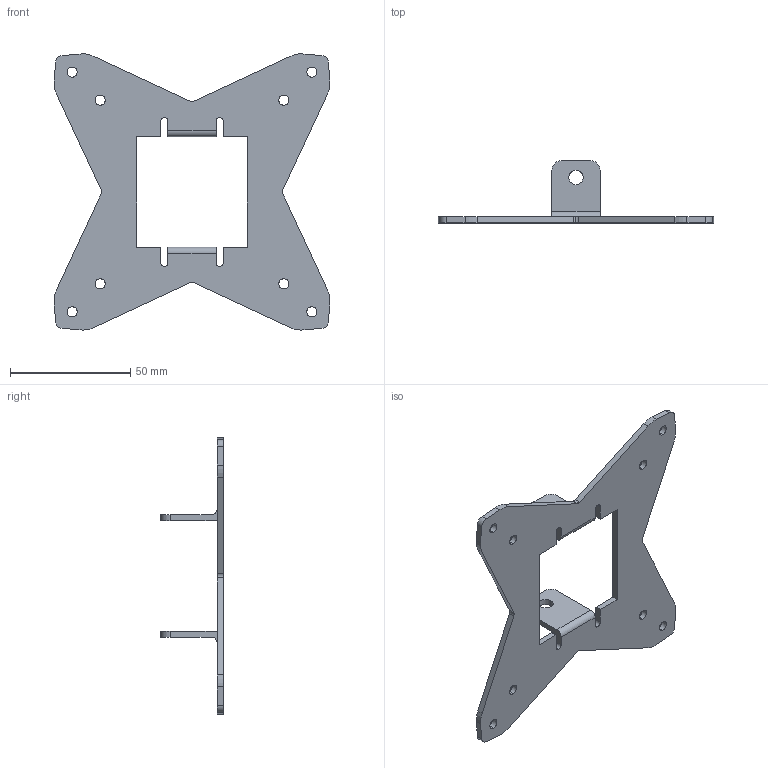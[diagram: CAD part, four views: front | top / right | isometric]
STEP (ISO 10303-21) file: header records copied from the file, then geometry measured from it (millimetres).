
FILE_DESCRIPTION (( 'STEP AP214' ), '1' );
FILE_NAME ('C121 Ïîâîðîòíûé êðîíøòåéí ïîä ìîíèòîð VESA 75õ75, 100õ100.STEP', '2026-03-17T17:48:33', ( '' ), ( '' ), 'SwSTEP 2.0', 'SolidWorks 2026', '' );
FILE_SCHEMA (( 'AUTOMOTIVE_DESIGN' ));
Length unit declared in the file: millimetre
Products named in the file (1): C121 Поворотный кронштейн под монитор VESA 75х75, 100х100
Bounding box: 114.92 x 26 x 114.96 mm (x, y, z)
Volume: 20683.5 mm3; surface area: 18853.3 mm2
Topology: 1 solids, 1 shells, 91 faces, 267 edges, 178 vertices
Faces by surface type: cylinder 53, plane 38
Entity records: 3134 total; most frequent: DIRECTION 557, CARTESIAN_POINT 537, ORIENTED_EDGE 534, EDGE_CURVE 267, AXIS2_PLACEMENT_3D 198, VERTEX_POINT 178, LINE 161, VECTOR 161
